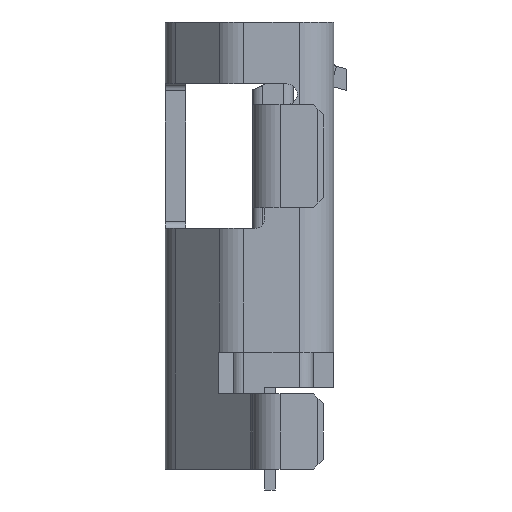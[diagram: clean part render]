
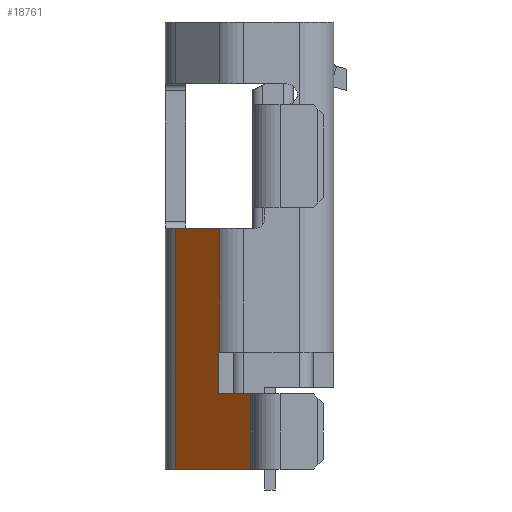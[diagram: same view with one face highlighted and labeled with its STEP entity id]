
A CAD part, left-side view. The second image highlights one B-rep face of the part: STEP entity #18761.
In plain terms, the highlighted planar face has unit normal (-0.707, 0.707, 0).
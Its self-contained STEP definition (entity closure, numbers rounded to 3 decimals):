
#29 = VERTEX_POINT ( 'NONE', #12021 ) ;
#43 = VECTOR ( 'NONE', #11922, 1000. ) ;
#959 = CARTESIAN_POINT ( 'NONE',  ( -3.598, 0.82, -2.15 ) ) ;
#1033 = VECTOR ( 'NONE', #5163, 1000. ) ;
#1258 = LINE ( 'NONE', #5400, #17341 ) ;
#2008 = CARTESIAN_POINT ( 'NONE',  ( -2.209, 2.209, -3.25 ) ) ;
#3760 = DIRECTION ( 'NONE',  ( -0.707, -0.707, 0. ) ) ;
#3821 = DIRECTION ( 'NONE',  ( 0., 0., 1. ) ) ;
#3838 = ORIENTED_EDGE ( 'NONE', *, *, #13724, .F. ) ;
#4374 = CARTESIAN_POINT ( 'NONE',  ( -2.209, 2.209, -1.55 ) ) ;
#4523 = CARTESIAN_POINT ( 'NONE',  ( -4.058, 0.359, -3.25 ) ) ;
#5163 = DIRECTION ( 'NONE',  ( -0.707, -0.707, 0. ) ) ;
#5315 = CARTESIAN_POINT ( 'NONE',  ( -4.058, 0.359, -2.15 ) ) ;
#5400 = CARTESIAN_POINT ( 'NONE',  ( -3.598, 0.82, -3.25 ) ) ;
#5842 = EDGE_LOOP ( 'NONE', ( #14943, #3838, #15588, #10084, #6505, #9201, #9387, #12425 ) ) ;
#6193 = LINE ( 'NONE', #18237, #13750 ) ;
#6360 = DIRECTION ( 'NONE',  ( 0., 0., 1. ) ) ;
#6505 = ORIENTED_EDGE ( 'NONE', *, *, #18652, .F. ) ;
#6898 = VERTEX_POINT ( 'NONE', #15937 ) ;
#7659 = LINE ( 'NONE', #19969, #17672 ) ;
#7916 = CARTESIAN_POINT ( 'NONE',  ( -4.058, 0.359, -2.15 ) ) ;
#8292 = VERTEX_POINT ( 'NONE', #959 ) ;
#9201 = ORIENTED_EDGE ( 'NONE', *, *, #11699, .T. ) ;
#9387 = ORIENTED_EDGE ( 'NONE', *, *, #12039, .F. ) ;
#9481 = DIRECTION ( 'NONE',  ( 0.707, 0.707, 0. ) ) ;
#9638 = CARTESIAN_POINT ( 'NONE',  ( -2.964, 1.454, -3.25 ) ) ;
#9668 = CARTESIAN_POINT ( 'NONE',  ( -2.209, 2.209, 0.25 ) ) ;
#9735 = VERTEX_POINT ( 'NONE', #15485 ) ;
#9784 = DIRECTION ( 'NONE',  ( -0.707, 0.707, 0. ) ) ;
#9851 = LINE ( 'NONE', #9668, #1033 ) ;
#10084 = ORIENTED_EDGE ( 'NONE', *, *, #13559, .F. ) ;
#10085 = LINE ( 'NONE', #5315, #43 ) ;
#10806 = VECTOR ( 'NONE', #9481, 1000. ) ;
#10873 = CARTESIAN_POINT ( 'NONE',  ( -3.604, 0.814, -1.55 ) ) ;
#11331 = CARTESIAN_POINT ( 'NONE',  ( -2.964, 1.454, -3.25 ) ) ;
#11605 = FACE_OUTER_BOUND ( 'NONE', #5842, .T. ) ;
#11699 = EDGE_CURVE ( 'NONE', #16300, #20167, #7659, .T. ) ;
#11788 = VERTEX_POINT ( 'NONE', #10873 ) ;
#11922 = DIRECTION ( 'NONE',  ( 0.707, 0.707, 0. ) ) ;
#12021 = CARTESIAN_POINT ( 'NONE',  ( -3.604, 0.814, 0.25 ) ) ;
#12039 = EDGE_CURVE ( 'NONE', #14908, #20167, #6193, .T. ) ;
#12323 = AXIS2_PLACEMENT_3D ( 'NONE', #2008, #9784, #3760 ) ;
#12353 = VECTOR ( 'NONE', #3821, 1000. ) ;
#12425 = ORIENTED_EDGE ( 'NONE', *, *, #13469, .T. ) ;
#13380 = EDGE_CURVE ( 'NONE', #6898, #8292, #1258, .T. ) ;
#13469 = EDGE_CURVE ( 'NONE', #14908, #8292, #10085, .T. ) ;
#13559 = EDGE_CURVE ( 'NONE', #9735, #29, #9851, .T. ) ;
#13585 = LINE ( 'NONE', #17723, #12353 ) ;
#13724 = EDGE_CURVE ( 'NONE', #11788, #6898, #15394, .T. ) ;
#13750 = VECTOR ( 'NONE', #19544, 1000. ) ;
#14908 = VERTEX_POINT ( 'NONE', #7916 ) ;
#14943 = ORIENTED_EDGE ( 'NONE', *, *, #13380, .F. ) ;
#15394 = LINE ( 'NONE', #4374, #10806 ) ;
#15485 = CARTESIAN_POINT ( 'NONE',  ( -2.964, 1.454, 0.25 ) ) ;
#15588 = ORIENTED_EDGE ( 'NONE', *, *, #17549, .T. ) ;
#15937 = CARTESIAN_POINT ( 'NONE',  ( -3.598, 0.82, -1.55 ) ) ;
#16300 = VERTEX_POINT ( 'NONE', #11331 ) ;
#16911 = LINE ( 'NONE', #9638, #18639 ) ;
#17341 = VECTOR ( 'NONE', #17868, 1000. ) ;
#17549 = EDGE_CURVE ( 'NONE', #11788, #29, #13585, .T. ) ;
#17672 = VECTOR ( 'NONE', #20195, 1000. ) ;
#17723 = CARTESIAN_POINT ( 'NONE',  ( -3.604, 0.814, -3.25 ) ) ;
#17868 = DIRECTION ( 'NONE',  ( 0., 0., -1. ) ) ;
#18237 = CARTESIAN_POINT ( 'NONE',  ( -4.058, 0.359, -2.15 ) ) ;
#18639 = VECTOR ( 'NONE', #6360, 1000. ) ;
#18652 = EDGE_CURVE ( 'NONE', #16300, #9735, #16911, .T. ) ;
#18761 = ADVANCED_FACE ( 'NONE', ( #11605 ), #19099, .T. ) ;
#19099 = PLANE ( 'NONE',  #12323 ) ;
#19544 = DIRECTION ( 'NONE',  ( 0., 0., -1. ) ) ;
#19969 = CARTESIAN_POINT ( 'NONE',  ( -2.209, 2.209, -3.25 ) ) ;
#20167 = VERTEX_POINT ( 'NONE', #4523 ) ;
#20195 = DIRECTION ( 'NONE',  ( -0.707, -0.707, 0. ) ) ;
